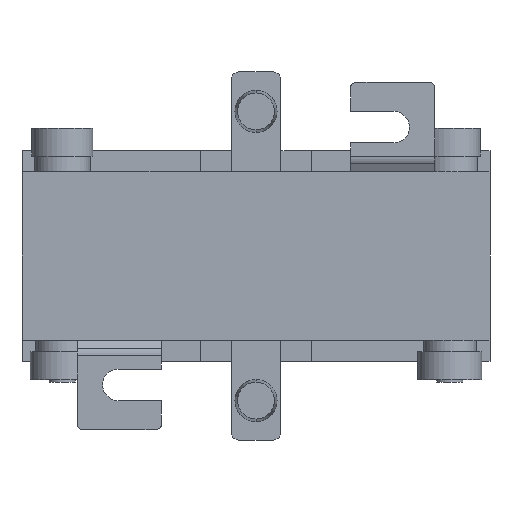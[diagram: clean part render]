
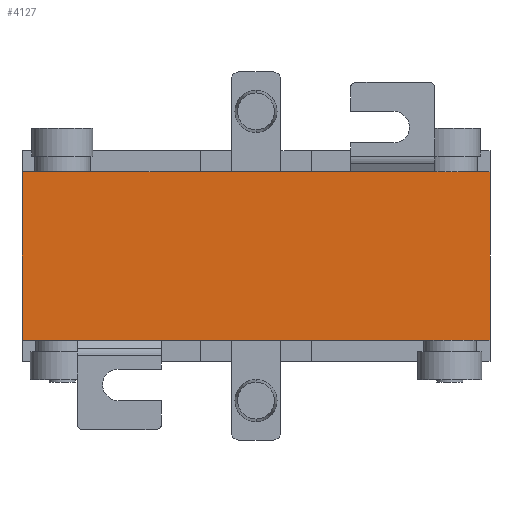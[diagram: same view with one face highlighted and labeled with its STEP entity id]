
A CAD part, front view. The second image highlights one B-rep face of the part: STEP entity #4127.
In plain terms, the highlighted planar face has unit normal (0, -1, 0).
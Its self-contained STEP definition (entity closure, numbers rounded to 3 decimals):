
#1084 = EDGE_CURVE ( 'NONE', #5005, #9470, #2810, .T. ) ;
#1095 = FACE_OUTER_BOUND ( 'NONE', #6508, .T. ) ;
#2148 = CARTESIAN_POINT ( 'NONE',  ( 44.5, 0., 16. ) ) ;
#2335 = DIRECTION ( 'NONE',  ( 0., 0., 1. ) ) ;
#2353 = DIRECTION ( 'NONE',  ( 0., 1., 0. ) ) ;
#2431 = PLANE ( 'NONE',  #13578 ) ;
#2810 = LINE ( 'NONE', #2148, #10404 ) ;
#2856 = CARTESIAN_POINT ( 'NONE',  ( 44.5, 0., -16. ) ) ;
#3059 = CARTESIAN_POINT ( 'NONE',  ( 44.5, 0., 16. ) ) ;
#4127 = ADVANCED_FACE ( 'NONE', ( #1095 ), #2431, .F. ) ;
#4448 = CARTESIAN_POINT ( 'NONE',  ( -44.5, 0., 16. ) ) ;
#5005 = VERTEX_POINT ( 'NONE', #6067 ) ;
#5463 = EDGE_CURVE ( 'NONE', #5005, #17644, #9649, .T. ) ;
#6067 = CARTESIAN_POINT ( 'NONE',  ( 44.5, 0., 16. ) ) ;
#6169 = VECTOR ( 'NONE', #15213, 1000. ) ;
#6508 = EDGE_LOOP ( 'NONE', ( #12026, #15472, #17939, #18160 ) ) ;
#7142 = VERTEX_POINT ( 'NONE', #13707 ) ;
#8204 = EDGE_CURVE ( 'NONE', #17644, #7142, #16211, .T. ) ;
#9470 = VERTEX_POINT ( 'NONE', #4448 ) ;
#9649 = LINE ( 'NONE', #15283, #6169 ) ;
#9815 = DIRECTION ( 'NONE',  ( -1., 0., 0. ) ) ;
#10264 = EDGE_CURVE ( 'NONE', #9470, #7142, #13272, .T. ) ;
#10343 = CARTESIAN_POINT ( 'NONE',  ( 44.5, 0., -16. ) ) ;
#10404 = VECTOR ( 'NONE', #15163, 1000. ) ;
#11642 = DIRECTION ( 'NONE',  ( 0., 0., -1. ) ) ;
#12026 = ORIENTED_EDGE ( 'NONE', *, *, #10264, .T. ) ;
#12760 = VECTOR ( 'NONE', #9815, 1000. ) ;
#12816 = VECTOR ( 'NONE', #11642, 1000. ) ;
#13272 = LINE ( 'NONE', #17443, #12816 ) ;
#13578 = AXIS2_PLACEMENT_3D ( 'NONE', #3059, #2353, #2335 ) ;
#13707 = CARTESIAN_POINT ( 'NONE',  ( -44.5, 0., -16. ) ) ;
#15163 = DIRECTION ( 'NONE',  ( -1., 0., 0. ) ) ;
#15213 = DIRECTION ( 'NONE',  ( 0., 0., -1. ) ) ;
#15283 = CARTESIAN_POINT ( 'NONE',  ( 44.5, 0., 16. ) ) ;
#15472 = ORIENTED_EDGE ( 'NONE', *, *, #8204, .F. ) ;
#16211 = LINE ( 'NONE', #10343, #12760 ) ;
#17443 = CARTESIAN_POINT ( 'NONE',  ( -44.5, 0., 16. ) ) ;
#17644 = VERTEX_POINT ( 'NONE', #2856 ) ;
#17939 = ORIENTED_EDGE ( 'NONE', *, *, #5463, .F. ) ;
#18160 = ORIENTED_EDGE ( 'NONE', *, *, #1084, .T. ) ;
